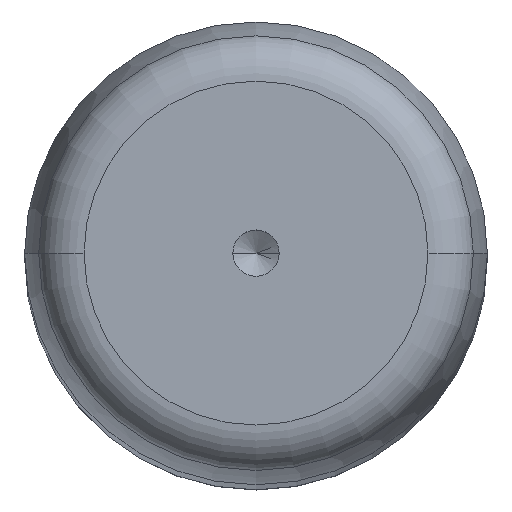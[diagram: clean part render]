
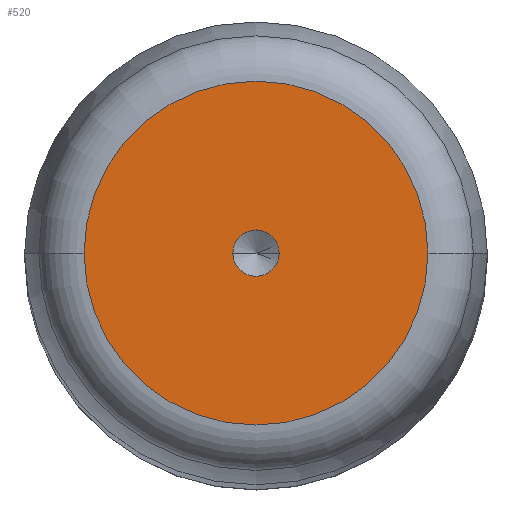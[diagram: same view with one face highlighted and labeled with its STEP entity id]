
A CAD part, top view. The second image highlights one B-rep face of the part: STEP entity #520.
In plain terms, the highlighted planar face has unit normal (0, 0, 1).
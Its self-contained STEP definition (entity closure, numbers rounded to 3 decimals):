
#22 = ORIENTED_EDGE ( 'NONE', *, *, #659, .F. ) ;
#37 = DIRECTION ( 'NONE',  ( 1., 0., 0. ) ) ;
#46 = EDGE_CURVE ( 'NONE', #593, #632, #436, .T. ) ;
#59 = DIRECTION ( 'NONE',  ( 0., 0., 1. ) ) ;
#61 = DIRECTION ( 'NONE',  ( 1., 0., 0. ) ) ;
#63 = DIRECTION ( 'NONE',  ( 0., 0., 1. ) ) ;
#84 = DIRECTION ( 'NONE',  ( 1., 0., 0. ) ) ;
#121 = AXIS2_PLACEMENT_3D ( 'NONE', #374, #63, #176 ) ;
#167 = AXIS2_PLACEMENT_3D ( 'NONE', #448, #336, #84 ) ;
#176 = DIRECTION ( 'NONE',  ( 1., 0., 0. ) ) ;
#190 = EDGE_CURVE ( 'NONE', #500, #503, #271, .T. ) ;
#213 = DIRECTION ( 'NONE',  ( 1., 0., 0. ) ) ;
#254 = FACE_BOUND ( 'NONE', #553, .T. ) ;
#265 = FACE_OUTER_BOUND ( 'NONE', #433, .T. ) ;
#271 = CIRCLE ( 'NONE', #121, 1. ) ;
#283 = ORIENTED_EDGE ( 'NONE', *, *, #427, .T. ) ;
#297 = CARTESIAN_POINT ( 'NONE',  ( -7.432, 0., 140. ) ) ;
#303 = DIRECTION ( 'NONE',  ( 0., 0., 1. ) ) ;
#331 = CIRCLE ( 'NONE', #413, 7.432 ) ;
#336 = DIRECTION ( 'NONE',  ( 0., 0., 1. ) ) ;
#349 = CARTESIAN_POINT ( 'NONE',  ( 0., 0., 140. ) ) ;
#372 = CARTESIAN_POINT ( 'NONE',  ( 0., 0., 140. ) ) ;
#374 = CARTESIAN_POINT ( 'NONE',  ( 0., 0., 140. ) ) ;
#384 = CIRCLE ( 'NONE', #442, 1. ) ;
#409 = AXIS2_PLACEMENT_3D ( 'NONE', #349, #303, #37 ) ;
#413 = AXIS2_PLACEMENT_3D ( 'NONE', #521, #59, #213 ) ;
#415 = ORIENTED_EDGE ( 'NONE', *, *, #190, .F. ) ;
#427 = EDGE_CURVE ( 'NONE', #632, #593, #331, .T. ) ;
#433 = EDGE_LOOP ( 'NONE', ( #283, #606 ) ) ;
#436 = CIRCLE ( 'NONE', #167, 7.432 ) ;
#442 = AXIS2_PLACEMENT_3D ( 'NONE', #372, #480, #61 ) ;
#448 = CARTESIAN_POINT ( 'NONE',  ( 0., 0., 140. ) ) ;
#458 = CARTESIAN_POINT ( 'NONE',  ( -1., 0., 140. ) ) ;
#464 = CARTESIAN_POINT ( 'NONE',  ( 1., 0., 140. ) ) ;
#470 = CARTESIAN_POINT ( 'NONE',  ( 7.432, 0., 140. ) ) ;
#480 = DIRECTION ( 'NONE',  ( 0., 0., 1. ) ) ;
#500 = VERTEX_POINT ( 'NONE', #458 ) ;
#503 = VERTEX_POINT ( 'NONE', #464 ) ;
#520 = ADVANCED_FACE ( 'NONE', ( #254, #265 ), #618, .T. ) ;
#521 = CARTESIAN_POINT ( 'NONE',  ( 0., 0., 140. ) ) ;
#553 = EDGE_LOOP ( 'NONE', ( #22, #415 ) ) ;
#593 = VERTEX_POINT ( 'NONE', #297 ) ;
#606 = ORIENTED_EDGE ( 'NONE', *, *, #46, .T. ) ;
#618 = PLANE ( 'NONE',  #409 ) ;
#632 = VERTEX_POINT ( 'NONE', #470 ) ;
#659 = EDGE_CURVE ( 'NONE', #503, #500, #384, .T. ) ;
